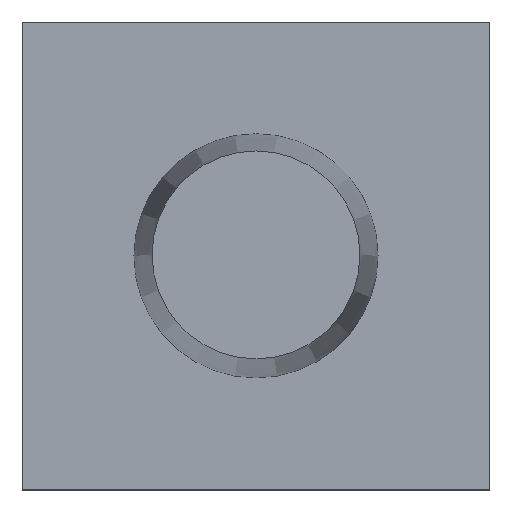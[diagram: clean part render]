
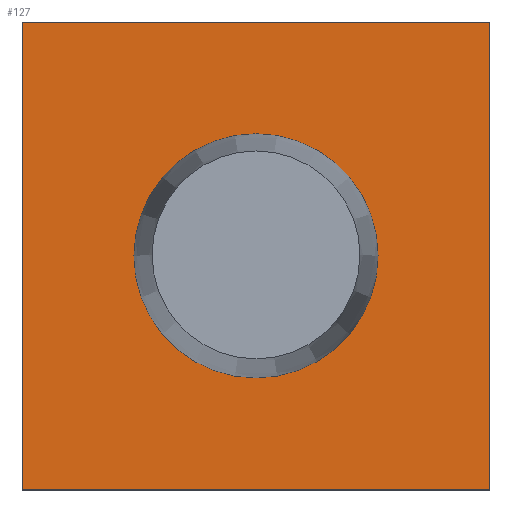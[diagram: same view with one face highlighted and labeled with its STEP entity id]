
A CAD part, top view. The second image highlights one B-rep face of the part: STEP entity #127.
In plain terms, the highlighted planar face has unit normal (0, 0, 1).
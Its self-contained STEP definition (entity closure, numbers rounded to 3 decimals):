
#14=FACE_BOUND('',#32,.T.);
#15=PLANE('',#151);
#23=FACE_OUTER_BOUND('',#31,.T.);
#31=EDGE_LOOP('',(#96,#97,#98,#99));
#32=EDGE_LOOP('',(#100));
#40=LINE('',#203,#53);
#41=LINE('',#205,#54);
#42=LINE('',#207,#55);
#43=LINE('',#208,#56);
#53=VECTOR('',#169,10.);
#54=VECTOR('',#170,10.);
#55=VECTOR('',#171,10.);
#56=VECTOR('',#172,10.);
#65=CIRCLE('',#149,1.175);
#67=VERTEX_POINT('',#195);
#69=VERTEX_POINT('',#201);
#70=VERTEX_POINT('',#202);
#71=VERTEX_POINT('',#204);
#72=VERTEX_POINT('',#206);
#77=EDGE_CURVE('',#67,#67,#65,.T.);
#80=EDGE_CURVE('',#69,#70,#40,.T.);
#81=EDGE_CURVE('',#71,#69,#41,.T.);
#82=EDGE_CURVE('',#72,#71,#42,.T.);
#83=EDGE_CURVE('',#70,#72,#43,.T.);
#96=ORIENTED_EDGE('',*,*,#80,.F.);
#97=ORIENTED_EDGE('',*,*,#81,.F.);
#98=ORIENTED_EDGE('',*,*,#82,.F.);
#99=ORIENTED_EDGE('',*,*,#83,.F.);
#100=ORIENTED_EDGE('',*,*,#77,.F.);
#127=ADVANCED_FACE('',(#23,#14),#15,.T.);
#149=AXIS2_PLACEMENT_3D('',#196,#162,#163);
#151=AXIS2_PLACEMENT_3D('',#200,#167,#168);
#162=DIRECTION('center_axis',(0.,0.,1.));
#163=DIRECTION('ref_axis',(-1.,0.,0.));
#167=DIRECTION('center_axis',(0.,0.,1.));
#168=DIRECTION('ref_axis',(1.,0.,0.));
#169=DIRECTION('',(1.,0.,0.));
#170=DIRECTION('',(0.,1.,0.));
#171=DIRECTION('',(-1.,0.,0.));
#172=DIRECTION('',(0.,-1.,0.));
#195=CARTESIAN_POINT('',(16.775,87.6,3.618));
#196=CARTESIAN_POINT('Origin',(15.6,87.6,3.618));
#200=CARTESIAN_POINT('Origin',(15.6,87.6,3.618));
#201=CARTESIAN_POINT('',(13.35,89.85,3.618));
#202=CARTESIAN_POINT('',(17.85,89.85,3.618));
#203=CARTESIAN_POINT('',(16.725,89.85,3.618));
#204=CARTESIAN_POINT('',(13.35,85.35,3.618));
#205=CARTESIAN_POINT('',(13.35,88.725,3.618));
#206=CARTESIAN_POINT('',(17.85,85.35,3.618));
#207=CARTESIAN_POINT('',(14.475,85.35,3.618));
#208=CARTESIAN_POINT('',(17.85,86.475,3.618));
